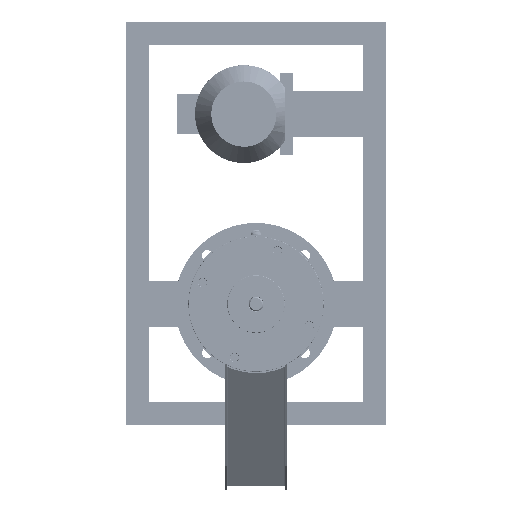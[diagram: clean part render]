
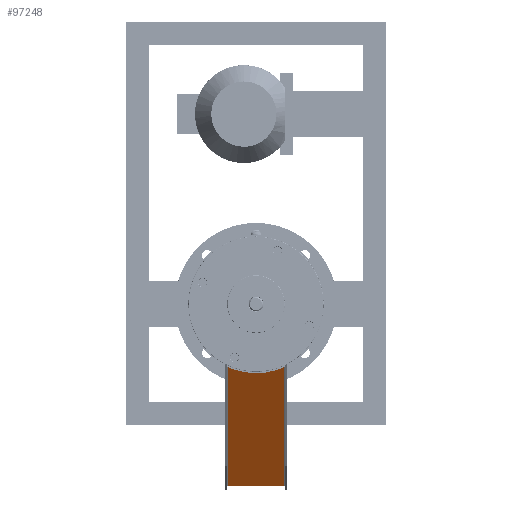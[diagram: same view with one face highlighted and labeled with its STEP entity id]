
A CAD part, left-side view. The second image highlights one B-rep face of the part: STEP entity #97248.
In plain terms, the highlighted free-form (B-spline) face has degree [1, 1] with [2, 2] control points.
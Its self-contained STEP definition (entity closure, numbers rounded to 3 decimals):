
#96909 = VERTEX_POINT('',#96910);
#96910 = CARTESIAN_POINT('',(-1306.22,241.981,
    -626.156));
#97002 = VERTEX_POINT('',#97003);
#97003 = CARTESIAN_POINT('',(-1306.22,376.72,
    -626.156));
#97039 = EDGE_CURVE('',#96909,#97002,#97040,.T.);
#97040 = B_SPLINE_CURVE_WITH_KNOTS('',1,(#97041,#97042),.UNSPECIFIED.,
  .F.,.F.,(2,2),(2.,100.),.PIECEWISE_BEZIER_KNOTS.);
#97041 = CARTESIAN_POINT('',(-1306.22,241.981,
    -626.156));
#97042 = CARTESIAN_POINT('',(-1306.22,376.72,
    -626.156));
#97227 = EDGE_CURVE('',#97228,#97002,#97230,.T.);
#97228 = VERTEX_POINT('',#97229);
#97229 = CARTESIAN_POINT('',(-1535.222,376.72,
    -299.76));
#97230 = B_SPLINE_CURVE_WITH_KNOTS('',1,(#97231,#97232),.UNSPECIFIED.,
  .F.,.F.,(2,2),(10.,300.),.PIECEWISE_BEZIER_KNOTS.);
#97231 = CARTESIAN_POINT('',(-1535.222,376.72,
    -299.76));
#97232 = CARTESIAN_POINT('',(-1306.22,376.72,
    -626.156));
#97248 = ADVANCED_FACE('',(#97249),#97265,.T.);
#97249 = FACE_BOUND('',#97250,.T.);
#97250 = EDGE_LOOP('',(#97251,#97258,#97259,#97260));
#97251 = ORIENTED_EDGE('',*,*,#97252,.F.);
#97252 = EDGE_CURVE('',#97228,#97253,#97255,.T.);
#97253 = VERTEX_POINT('',#97254);
#97254 = CARTESIAN_POINT('',(-1535.222,241.981,
    -299.76));
#97255 = B_SPLINE_CURVE_WITH_KNOTS('',1,(#97256,#97257),.UNSPECIFIED.,
  .F.,.F.,(2,2),(-100.,-2.),.PIECEWISE_BEZIER_KNOTS.);
#97256 = CARTESIAN_POINT('',(-1535.222,376.72,
    -299.76));
#97257 = CARTESIAN_POINT('',(-1535.222,241.981,
    -299.76));
#97258 = ORIENTED_EDGE('',*,*,#97227,.T.);
#97259 = ORIENTED_EDGE('',*,*,#97039,.F.);
#97260 = ORIENTED_EDGE('',*,*,#97261,.F.);
#97261 = EDGE_CURVE('',#97253,#96909,#97262,.T.);
#97262 = B_SPLINE_CURVE_WITH_KNOTS('',1,(#97263,#97264),.UNSPECIFIED.,
  .F.,.F.,(2,2),(10.,300.),.PIECEWISE_BEZIER_KNOTS.);
#97263 = CARTESIAN_POINT('',(-1535.222,241.981,
    -299.76));
#97264 = CARTESIAN_POINT('',(-1306.22,241.981,
    -626.156));
#97265 = B_SPLINE_SURFACE_WITH_KNOTS('',1,1,(
    (#97266,#97267)
    ,(#97268,#97269
  )),.UNSPECIFIED.,.F.,.F.,.F.,(2,2),(2,2),(-100.,-2.),(-300.,-10.),
  .PIECEWISE_BEZIER_KNOTS.);
#97266 = CARTESIAN_POINT('',(-1306.22,376.72,
    -626.156));
#97267 = CARTESIAN_POINT('',(-1535.222,376.72,
    -299.76));
#97268 = CARTESIAN_POINT('',(-1306.22,241.981,
    -626.156));
#97269 = CARTESIAN_POINT('',(-1535.222,241.981,
    -299.76));
